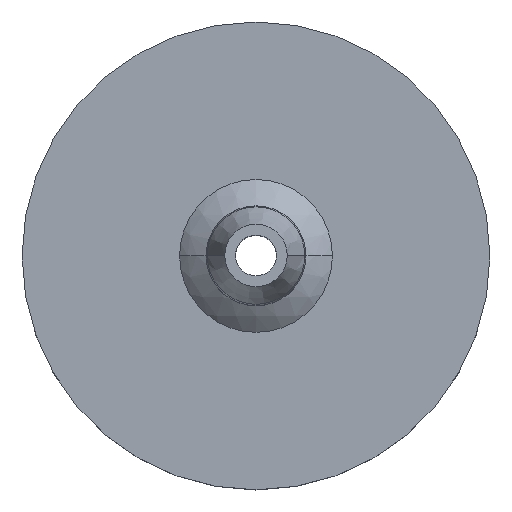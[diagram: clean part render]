
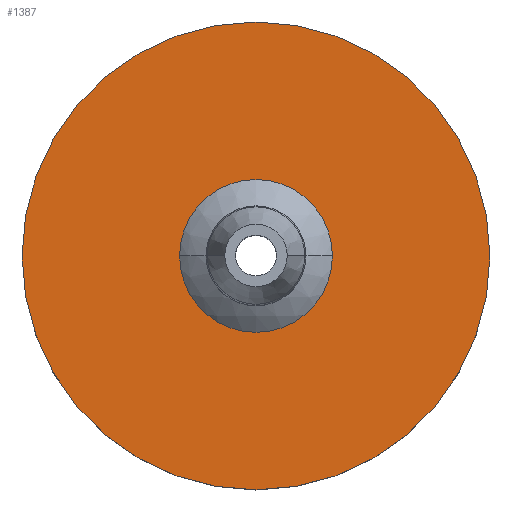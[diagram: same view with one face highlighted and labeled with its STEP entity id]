
A CAD part, top view. The second image highlights one B-rep face of the part: STEP entity #1387.
In plain terms, the highlighted planar face has unit normal (0, 0, 1).
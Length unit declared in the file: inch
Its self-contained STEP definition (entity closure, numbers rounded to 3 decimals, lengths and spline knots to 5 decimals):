
#7 = DIRECTION ( 'NONE',  ( 1., 0., 0. ) ) ;
#161 = AXIS2_PLACEMENT_3D ( 'NONE', #6108, #5154, #368 ) ;
#249 = ORIENTED_EDGE ( 'NONE', *, *, #3854, .T. ) ;
#368 = DIRECTION ( 'NONE',  ( 1., 0., 0. ) ) ;
#386 = DIRECTION ( 'NONE',  ( 1., 0., 0. ) ) ;
#398 = EDGE_LOOP ( 'NONE', ( #1956, #1727 ) ) ;
#586 = CIRCLE ( 'NONE', #4808, 0.75 ) ;
#781 = DIRECTION ( 'NONE',  ( 0., 0., 1. ) ) ;
#883 = CIRCLE ( 'NONE', #4418, 0.75 ) ;
#1387 = ADVANCED_FACE ( 'NONE', ( #3005, #5793 ), #1913, .T. ) ;
#1541 = EDGE_CURVE ( 'NONE', #5357, #3469, #6199, .T. ) ;
#1727 = ORIENTED_EDGE ( 'NONE', *, *, #1541, .F. ) ;
#1913 = PLANE ( 'NONE',  #2360 ) ;
#1956 = ORIENTED_EDGE ( 'NONE', *, *, #2267, .F. ) ;
#2267 = EDGE_CURVE ( 'NONE', #3469, #5357, #5889, .T. ) ;
#2318 = VERTEX_POINT ( 'NONE', #6139 ) ;
#2360 = AXIS2_PLACEMENT_3D ( 'NONE', #3961, #4322, #7 ) ;
#2395 = CARTESIAN_POINT ( 'NONE',  ( -0.75, 0., 0.0682 ) ) ;
#2479 = ORIENTED_EDGE ( 'NONE', *, *, #4707, .T. ) ;
#2975 = DIRECTION ( 'NONE',  ( 0., 0., 1. ) ) ;
#3005 = FACE_OUTER_BOUND ( 'NONE', #5595, .T. ) ;
#3469 = VERTEX_POINT ( 'NONE', #5698 ) ;
#3484 = DIRECTION ( 'NONE',  ( 1., 0., 0. ) ) ;
#3645 = DIRECTION ( 'NONE',  ( 1., 0., 0. ) ) ;
#3784 = CARTESIAN_POINT ( 'NONE',  ( 0., 0., 0.0682 ) ) ;
#3854 = EDGE_CURVE ( 'NONE', #2318, #5155, #883, .T. ) ;
#3961 = CARTESIAN_POINT ( 'NONE',  ( 0.24495, 0., 0.0682 ) ) ;
#4094 = CARTESIAN_POINT ( 'NONE',  ( -0.24495, 0., 0.0682 ) ) ;
#4322 = DIRECTION ( 'NONE',  ( 0., 0., 1. ) ) ;
#4418 = AXIS2_PLACEMENT_3D ( 'NONE', #5058, #781, #3645 ) ;
#4707 = EDGE_CURVE ( 'NONE', #5155, #2318, #586, .T. ) ;
#4808 = AXIS2_PLACEMENT_3D ( 'NONE', #3784, #5771, #386 ) ;
#5058 = CARTESIAN_POINT ( 'NONE',  ( 0., 0., 0.0682 ) ) ;
#5154 = DIRECTION ( 'NONE',  ( 0., 0., 1. ) ) ;
#5155 = VERTEX_POINT ( 'NONE', #2395 ) ;
#5183 = AXIS2_PLACEMENT_3D ( 'NONE', #5857, #2975, #3484 ) ;
#5357 = VERTEX_POINT ( 'NONE', #4094 ) ;
#5595 = EDGE_LOOP ( 'NONE', ( #249, #2479 ) ) ;
#5698 = CARTESIAN_POINT ( 'NONE',  ( 0.24495, 0., 0.0682 ) ) ;
#5771 = DIRECTION ( 'NONE',  ( 0., 0., 1. ) ) ;
#5793 = FACE_BOUND ( 'NONE', #398, .T. ) ;
#5857 = CARTESIAN_POINT ( 'NONE',  ( 0., 0., 0.0682 ) ) ;
#5889 = CIRCLE ( 'NONE', #161, 0.24495 ) ;
#6108 = CARTESIAN_POINT ( 'NONE',  ( 0., 0., 0.0682 ) ) ;
#6139 = CARTESIAN_POINT ( 'NONE',  ( 0.75, 0., 0.0682 ) ) ;
#6199 = CIRCLE ( 'NONE', #5183, 0.24495 ) ;
